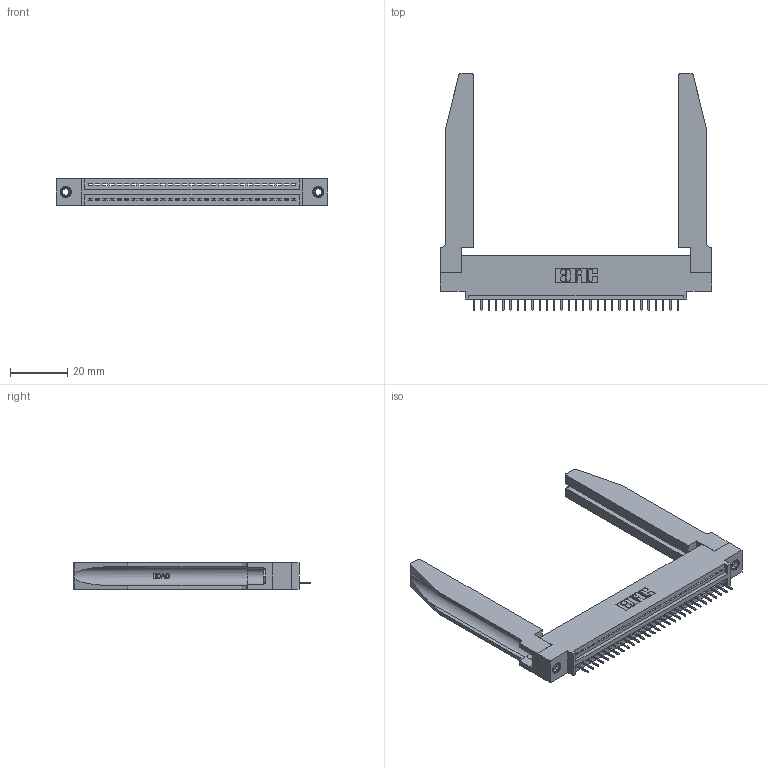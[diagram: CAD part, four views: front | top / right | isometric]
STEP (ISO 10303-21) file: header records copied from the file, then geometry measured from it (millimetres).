
FILE_DESCRIPTION (( 'STEP AP203' ), '1' );
FILE_NAME ('345-029-524-478.STEP', '2019-10-07T07:32:01', ( '' ), ( '' ), 'SwSTEP 2.0', 'SolidWorks 2016', '' );
FILE_SCHEMA (( 'CONFIG_CONTROL_DESIGN' ));
Length unit declared in the file: inch
Products named in the file (5): 345-292-001_345-293-124; 345-250-001_345-250-001-102; 345-220-078_345-220-078; 345-029-524-478; 345 Part_0.110 Offset - 0.156 Dia-TH
Assembly tree (34 placements, depth 2):
  345-029-524-478
    345 Part_0.110 Offset - 0.156 Dia-TH
    345-292-001_345-293-124  x29
    345-250-001_345-250-001-102  x2
    345-220-078_345-220-078  x2
Bounding box: 94.89 x 83.11 x 9.4 mm (x, y, z)
Volume: 16489.2 mm3; surface area: 17970.9 mm2
Topology: 34 solids, 34 shells, 2162 faces, 6181 edges, 3994 vertices
Faces by surface type: plane 1560, cylinder 550, bspline 36, cone 12, torus 4
Entity records: 28522 total; most frequent: CARTESIAN_POINT 5838, ORIENTED_EDGE 4698, DIRECTION 4125, EDGE_CURVE 2349, LINE 2011, VECTOR 2011, VERTEX_POINT 1556, AXIS2_PLACEMENT_3D 1057
